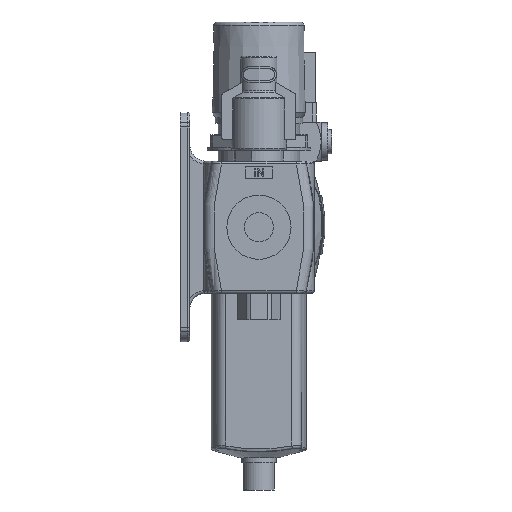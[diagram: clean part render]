
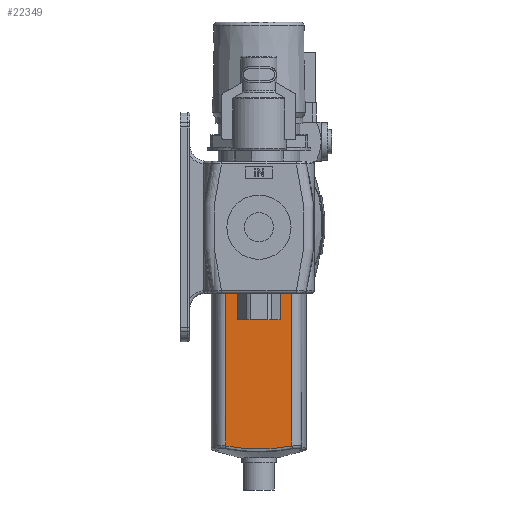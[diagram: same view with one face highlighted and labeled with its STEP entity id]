
A CAD part, left-side view. The second image highlights one B-rep face of the part: STEP entity #22349.
In plain terms, the highlighted planar face has unit normal (-1, 0, 0).
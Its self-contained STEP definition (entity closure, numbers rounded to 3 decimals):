
#615=B_SPLINE_CURVE_WITH_KNOTS('',3,(#33159,#33160,#33161,#33162,#33163,
#33164),.UNSPECIFIED.,.F.,.F.,(4,1,1,4),(-3.418,-1.953,
-0.977,0.),.UNSPECIFIED.);
#1313=LINE('',#32123,#2560);
#1491=LINE('',#33157,#2738);
#1492=LINE('',#33166,#2739);
#2560=VECTOR('',#25603,1000.);
#2738=VECTOR('',#25973,1000.);
#2739=VECTOR('',#25976,1000.);
#3635=PLANE('',#23532);
#5871=ORIENTED_EDGE('',*,*,#9660,.F.);
#5872=ORIENTED_EDGE('',*,*,#9659,.F.);
#5873=ORIENTED_EDGE('',*,*,#9411,.F.);
#5874=ORIENTED_EDGE('',*,*,#9661,.T.);
#9411=EDGE_CURVE('',#11517,#11506,#1313,.T.);
#9659=EDGE_CURVE('',#11506,#11680,#1491,.T.);
#9660=EDGE_CURVE('',#11680,#11681,#615,.T.);
#9661=EDGE_CURVE('',#11517,#11681,#1492,.T.);
#11506=VERTEX_POINT('',#32101);
#11517=VERTEX_POINT('',#32122);
#11680=VERTEX_POINT('',#33156);
#11681=VERTEX_POINT('',#33165);
#13509=EDGE_LOOP('',(#5871,#5872,#5873,#5874));
#14702=FACE_BOUND('',#13509,.T.);
#22349=ADVANCED_FACE('',(#14702),#3635,.T.);
#23532=AXIS2_PLACEMENT_3D('',#33158,#25974,#25975);
#25603=DIRECTION('',(0.,-1.,0.));
#25973=DIRECTION('',(0.,0.,-1.));
#25974=DIRECTION('',(-1.,0.,0.));
#25975=DIRECTION('',(0.,0.,1.));
#25976=DIRECTION('',(0.,0.,-1.));
#32101=CARTESIAN_POINT('',(-22.,-17.,-34.));
#32122=CARTESIAN_POINT('',(-22.,17.,-34.));
#32123=CARTESIAN_POINT('',(-22.,17.,-34.));
#33156=CARTESIAN_POINT('',(-22.,-17.,-112.491));
#33157=CARTESIAN_POINT('',(-22.,-17.,-34.));
#33158=CARTESIAN_POINT('',(-22.,17.,-34.));
#33159=CARTESIAN_POINT('',(-22.,-17.,-112.491));
#33160=CARTESIAN_POINT('',(-22.,-12.187,-113.314));
#33161=CARTESIAN_POINT('',(-22.,-4.083,-114.365));
#33162=CARTESIAN_POINT('',(-22.,7.33,-113.975));
#33163=CARTESIAN_POINT('',(-22.,13.791,-113.039));
#33164=CARTESIAN_POINT('',(-22.,17.,-112.491));
#33165=CARTESIAN_POINT('',(-22.,17.,-112.491));
#33166=CARTESIAN_POINT('',(-22.,17.,-34.));
